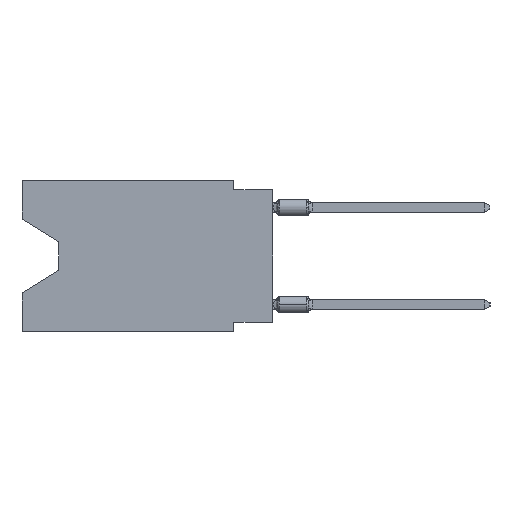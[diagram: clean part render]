
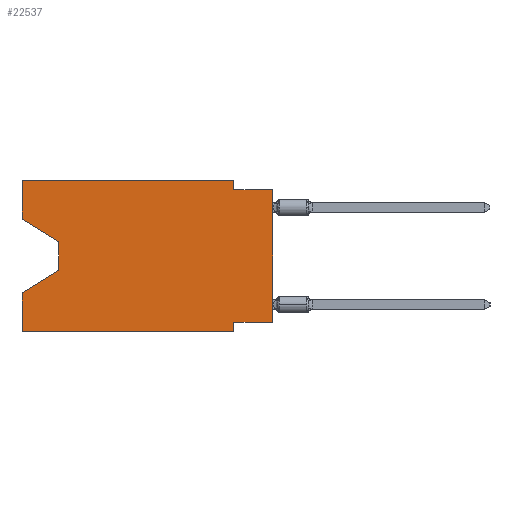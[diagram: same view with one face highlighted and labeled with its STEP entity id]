
A CAD part, left-side view. The second image highlights one B-rep face of the part: STEP entity #22537.
In plain terms, the highlighted planar face has unit normal (-1, 0, 0).
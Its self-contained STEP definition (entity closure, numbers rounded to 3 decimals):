
#175 = VERTEX_POINT ( 'NONE', #24523 ) ;
#220 = EDGE_CURVE ( 'NONE', #1757, #16238, #27806, .T. ) ;
#861 = CARTESIAN_POINT ( 'NONE',  ( 0., 0., -0.635 ) ) ;
#936 = CARTESIAN_POINT ( 'NONE',  ( 0., 13.97, -5.893 ) ) ;
#1024 = VECTOR ( 'NONE', #26554, 1000. ) ;
#1664 = ORIENTED_EDGE ( 'NONE', *, *, #14029, .F. ) ;
#1757 = VERTEX_POINT ( 'NONE', #12035 ) ;
#2089 = VECTOR ( 'NONE', #27275, 1000. ) ;
#2095 = EDGE_LOOP ( 'NONE', ( #32989, #21009, #12832, #33867, #19172, #8715, #1664, #11744, #6548, #10519, #28990, #13463 ) ) ;
#2487 = AXIS2_PLACEMENT_3D ( 'NONE', #17673, #25583, #28339 ) ;
#2527 = EDGE_CURVE ( 'NONE', #10867, #13488, #5580, .T. ) ;
#2900 = EDGE_CURVE ( 'NONE', #9876, #12306, #5379, .T. ) ;
#3118 = VERTEX_POINT ( 'NONE', #30786 ) ;
#4047 = EDGE_CURVE ( 'NONE', #13488, #15171, #26517, .T. ) ;
#4070 = CARTESIAN_POINT ( 'NONE',  ( 0., 2.54, -9.906 ) ) ;
#4258 = PLANE ( 'NONE',  #2487 ) ;
#4739 = CARTESIAN_POINT ( 'NONE',  ( 0., 13.97, -4.013 ) ) ;
#5379 = LINE ( 'NONE', #23769, #16962 ) ;
#5580 = LINE ( 'NONE', #16080, #1024 ) ;
#6548 = ORIENTED_EDGE ( 'NONE', *, *, #32715, .F. ) ;
#6808 = CARTESIAN_POINT ( 'NONE',  ( 0., 16.383, -7.36 ) ) ;
#6849 = VECTOR ( 'NONE', #24568, 1000. ) ;
#8141 = DIRECTION ( 'NONE',  ( 0., 0., -1. ) ) ;
#8700 = VECTOR ( 'NONE', #22111, 1000. ) ;
#8715 = ORIENTED_EDGE ( 'NONE', *, *, #220, .F. ) ;
#8872 = CARTESIAN_POINT ( 'NONE',  ( 0., 16.383, -9.906 ) ) ;
#9265 = LINE ( 'NONE', #17002, #27917 ) ;
#9711 = CARTESIAN_POINT ( 'NONE',  ( 0., 13.97, -5.893 ) ) ;
#9876 = VERTEX_POINT ( 'NONE', #8872 ) ;
#10411 = CARTESIAN_POINT ( 'NONE',  ( 0., 16.383, 0. ) ) ;
#10454 = VERTEX_POINT ( 'NONE', #14694 ) ;
#10519 = ORIENTED_EDGE ( 'NONE', *, *, #4047, .F. ) ;
#10867 = VERTEX_POINT ( 'NONE', #32872 ) ;
#11137 = CARTESIAN_POINT ( 'NONE',  ( 0., 2.54, -0.635 ) ) ;
#11325 = DIRECTION ( 'NONE',  ( 0., -1., 0. ) ) ;
#11437 = DIRECTION ( 'NONE',  ( 0., 0.855, -0.519 ) ) ;
#11636 = VERTEX_POINT ( 'NONE', #9711 ) ;
#11645 = LINE ( 'NONE', #18696, #25457 ) ;
#11744 = ORIENTED_EDGE ( 'NONE', *, *, #13698, .T. ) ;
#11871 = CARTESIAN_POINT ( 'NONE',  ( 0., 2.54, 0. ) ) ;
#12035 = CARTESIAN_POINT ( 'NONE',  ( 0., 2.54, -9.271 ) ) ;
#12306 = VERTEX_POINT ( 'NONE', #6808 ) ;
#12432 = EDGE_CURVE ( 'NONE', #175, #11636, #15897, .T. ) ;
#12543 = VECTOR ( 'NONE', #12691, 1000. ) ;
#12691 = DIRECTION ( 'NONE',  ( 0., 0., 1. ) ) ;
#12832 = ORIENTED_EDGE ( 'NONE', *, *, #16741, .T. ) ;
#12872 = VECTOR ( 'NONE', #11437, 1000. ) ;
#13463 = ORIENTED_EDGE ( 'NONE', *, *, #25978, .F. ) ;
#13488 = VERTEX_POINT ( 'NONE', #11871 ) ;
#13597 = EDGE_CURVE ( 'NONE', #3118, #175, #9265, .T. ) ;
#13698 = EDGE_CURVE ( 'NONE', #22524, #10454, #20429, .T. ) ;
#13768 = VECTOR ( 'NONE', #8141, 1000. ) ;
#14029 = EDGE_CURVE ( 'NONE', #22524, #1757, #21934, .T. ) ;
#14694 = CARTESIAN_POINT ( 'NONE',  ( 0., 0., -0.635 ) ) ;
#14916 = VECTOR ( 'NONE', #31058, 1000. ) ;
#15171 = VERTEX_POINT ( 'NONE', #11137 ) ;
#15236 = DIRECTION ( 'NONE',  ( 0., 0., -1. ) ) ;
#15897 = LINE ( 'NONE', #4739, #28847 ) ;
#16080 = CARTESIAN_POINT ( 'NONE',  ( 0., 16.383, 0. ) ) ;
#16238 = VERTEX_POINT ( 'NONE', #32798 ) ;
#16741 = EDGE_CURVE ( 'NONE', #11636, #12306, #16933, .T. ) ;
#16840 = DIRECTION ( 'NONE',  ( 0., -0.855, -0.519 ) ) ;
#16933 = LINE ( 'NONE', #936, #12872 ) ;
#16962 = VECTOR ( 'NONE', #18616, 1000. ) ;
#17002 = CARTESIAN_POINT ( 'NONE',  ( 0., 16.383, -2.546 ) ) ;
#17673 = CARTESIAN_POINT ( 'NONE',  ( 0., 16.383, 0. ) ) ;
#18616 = DIRECTION ( 'NONE',  ( 0., 0., 1. ) ) ;
#18696 = CARTESIAN_POINT ( 'NONE',  ( 0., 16.383, -9.906 ) ) ;
#19172 = ORIENTED_EDGE ( 'NONE', *, *, #33164, .T. ) ;
#20429 = LINE ( 'NONE', #22844, #12543 ) ;
#21009 = ORIENTED_EDGE ( 'NONE', *, *, #12432, .T. ) ;
#21934 = LINE ( 'NONE', #32430, #8700 ) ;
#22111 = DIRECTION ( 'NONE',  ( 0., 1., 0. ) ) ;
#22327 = CARTESIAN_POINT ( 'NONE',  ( 0., 0., -9.271 ) ) ;
#22524 = VERTEX_POINT ( 'NONE', #22327 ) ;
#22537 = ADVANCED_FACE ( 'NONE', ( #27821 ), #4258, .F. ) ;
#22844 = CARTESIAN_POINT ( 'NONE',  ( 0., 0., 0. ) ) ;
#23769 = CARTESIAN_POINT ( 'NONE',  ( 0., 16.383, 0. ) ) ;
#24523 = CARTESIAN_POINT ( 'NONE',  ( 0., 13.97, -4.013 ) ) ;
#24568 = DIRECTION ( 'NONE',  ( 0., -1., 0. ) ) ;
#25457 = VECTOR ( 'NONE', #11325, 1000. ) ;
#25583 = DIRECTION ( 'NONE',  ( 1., 0., 0. ) ) ;
#25978 = EDGE_CURVE ( 'NONE', #3118, #10867, #33966, .T. ) ;
#26517 = LINE ( 'NONE', #29774, #13768 ) ;
#26554 = DIRECTION ( 'NONE',  ( 0., -1., 0. ) ) ;
#27275 = DIRECTION ( 'NONE',  ( 0., 0., -1. ) ) ;
#27806 = LINE ( 'NONE', #4070, #2089 ) ;
#27821 = FACE_OUTER_BOUND ( 'NONE', #2095, .T. ) ;
#27917 = VECTOR ( 'NONE', #16840, 1000. ) ;
#28339 = DIRECTION ( 'NONE',  ( 0., 0., -1. ) ) ;
#28847 = VECTOR ( 'NONE', #15236, 1000. ) ;
#28990 = ORIENTED_EDGE ( 'NONE', *, *, #2527, .F. ) ;
#29566 = LINE ( 'NONE', #861, #6849 ) ;
#29774 = CARTESIAN_POINT ( 'NONE',  ( 0., 2.54, 0. ) ) ;
#30786 = CARTESIAN_POINT ( 'NONE',  ( 0., 16.383, -2.546 ) ) ;
#31058 = DIRECTION ( 'NONE',  ( 0., 0., 1. ) ) ;
#32430 = CARTESIAN_POINT ( 'NONE',  ( 0., 0., -9.271 ) ) ;
#32715 = EDGE_CURVE ( 'NONE', #15171, #10454, #29566, .T. ) ;
#32798 = CARTESIAN_POINT ( 'NONE',  ( 0., 2.54, -9.906 ) ) ;
#32872 = CARTESIAN_POINT ( 'NONE',  ( 0., 16.383, 0. ) ) ;
#32989 = ORIENTED_EDGE ( 'NONE', *, *, #13597, .T. ) ;
#33164 = EDGE_CURVE ( 'NONE', #9876, #16238, #11645, .T. ) ;
#33867 = ORIENTED_EDGE ( 'NONE', *, *, #2900, .F. ) ;
#33966 = LINE ( 'NONE', #10411, #14916 ) ;
